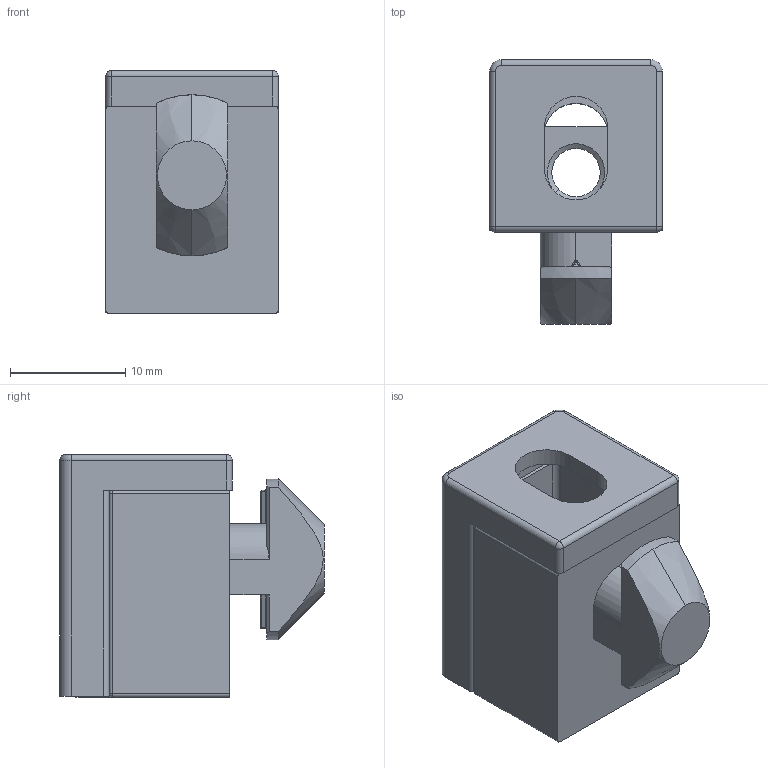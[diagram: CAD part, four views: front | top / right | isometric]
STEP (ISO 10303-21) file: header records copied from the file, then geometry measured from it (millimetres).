
FILE_DESCRIPTION (( 'STEP AP214' ), '1' );
FILE_NAME ('094501m5.STEP', '2014-08-19T08:17:05', ( '' ), ( '' ), 'SwSTEP 2.0', 'SolidWorks 2014', '' );
FILE_SCHEMA (( 'AUTOMOTIVE_DESIGN' ));
Length unit declared in the file: millimetre
Products named in the file (4): 4din557m5m_Standard; 094503_094 503; 094501_094 504; 094501m5
Assembly tree (3 placements, depth 2):
  094501m5
    094501_094 504
    094503_094 503
    4din557m5m_Standard
Bounding box: 15 x 23 x 21.1 mm (x, y, z)
Volume: 3497.9 mm3; surface area: 4096.7 mm2
Topology: 3 solids, 3 shells, 248 faces, 617 edges, 354 vertices
Faces by surface type: cylinder 101, plane 79, bspline 22, sphere 18, torus 15, cone 13
Entity records: 8083 total; most frequent: CARTESIAN_POINT 2058, DIRECTION 1204, ORIENTED_EDGE 1182, EDGE_CURVE 591, AXIS2_PLACEMENT_3D 450, VERTEX_POINT 354, VECTOR 304, LINE 304
